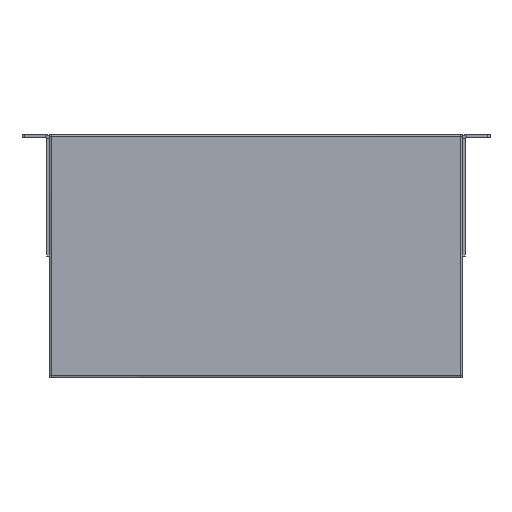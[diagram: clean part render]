
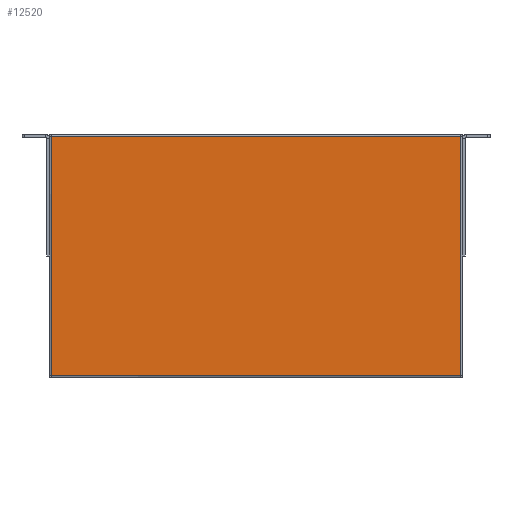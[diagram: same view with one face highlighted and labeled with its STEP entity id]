
A CAD part, front view. The second image highlights one B-rep face of the part: STEP entity #12520.
In plain terms, the highlighted planar face has unit normal (0, -1, 0).
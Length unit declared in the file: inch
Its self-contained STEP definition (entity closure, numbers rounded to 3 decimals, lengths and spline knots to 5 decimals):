
#133 = EDGE_CURVE ( 'NONE', #4451, #9100, #725, .T. ) ;
#352 = PLANE ( 'NONE',  #7980 ) ;
#547 = CARTESIAN_POINT ( 'NONE',  ( 0., -0.062, 0. ) ) ;
#574 = EDGE_LOOP ( 'NONE', ( #5325, #12434, #7875, #4476 ) ) ;
#725 = LINE ( 'NONE', #8191, #5991 ) ;
#1161 = CARTESIAN_POINT ( 'NONE',  ( -8.433, -0.062, -4.933 ) ) ;
#1310 = CARTESIAN_POINT ( 'NONE',  ( 8.433, -0.062, -4.933 ) ) ;
#1335 = DIRECTION ( 'NONE',  ( -1., 0., 0. ) ) ;
#2061 = CARTESIAN_POINT ( 'NONE',  ( -8.433, -0.062, 4.933 ) ) ;
#2299 = VECTOR ( 'NONE', #1335, 39.37008 ) ;
#2422 = CARTESIAN_POINT ( 'NONE',  ( 8.433, -0.062, 4.933 ) ) ;
#2859 = LINE ( 'NONE', #11420, #14425 ) ;
#2875 = LINE ( 'NONE', #2061, #9694 ) ;
#4451 = VERTEX_POINT ( 'NONE', #1161 ) ;
#4476 = ORIENTED_EDGE ( 'NONE', *, *, #133, .T. ) ;
#4752 = DIRECTION ( 'NONE',  ( 0., 0., 1. ) ) ;
#5275 = CARTESIAN_POINT ( 'NONE',  ( -8.433, -0.062, 4.933 ) ) ;
#5325 = ORIENTED_EDGE ( 'NONE', *, *, #11337, .T. ) ;
#5991 = VECTOR ( 'NONE', #9313, 39.37008 ) ;
#7616 = VERTEX_POINT ( 'NONE', #5275 ) ;
#7773 = VERTEX_POINT ( 'NONE', #2422 ) ;
#7875 = ORIENTED_EDGE ( 'NONE', *, *, #8241, .T. ) ;
#7980 = AXIS2_PLACEMENT_3D ( 'NONE', #547, #12825, #12769 ) ;
#8191 = CARTESIAN_POINT ( 'NONE',  ( -8.433, -0.062, -4.933 ) ) ;
#8241 = EDGE_CURVE ( 'NONE', #7616, #4451, #2875, .T. ) ;
#8822 = DIRECTION ( 'NONE',  ( 0., 0., -1. ) ) ;
#9100 = VERTEX_POINT ( 'NONE', #1310 ) ;
#9216 = CARTESIAN_POINT ( 'NONE',  ( 8.433, -0.062, 4.933 ) ) ;
#9313 = DIRECTION ( 'NONE',  ( 1., 0., 0. ) ) ;
#9694 = VECTOR ( 'NONE', #8822, 39.37008 ) ;
#11243 = LINE ( 'NONE', #9216, #2299 ) ;
#11337 = EDGE_CURVE ( 'NONE', #9100, #7773, #2859, .T. ) ;
#11420 = CARTESIAN_POINT ( 'NONE',  ( 8.433, -0.062, -4.933 ) ) ;
#12434 = ORIENTED_EDGE ( 'NONE', *, *, #12469, .T. ) ;
#12469 = EDGE_CURVE ( 'NONE', #7773, #7616, #11243, .T. ) ;
#12520 = ADVANCED_FACE ( 'NONE', ( #13486 ), #352, .F. ) ;
#12769 = DIRECTION ( 'NONE',  ( 0., 0., 1. ) ) ;
#12825 = DIRECTION ( 'NONE',  ( 0., 1., 0. ) ) ;
#13486 = FACE_OUTER_BOUND ( 'NONE', #574, .T. ) ;
#14425 = VECTOR ( 'NONE', #4752, 39.37008 ) ;
